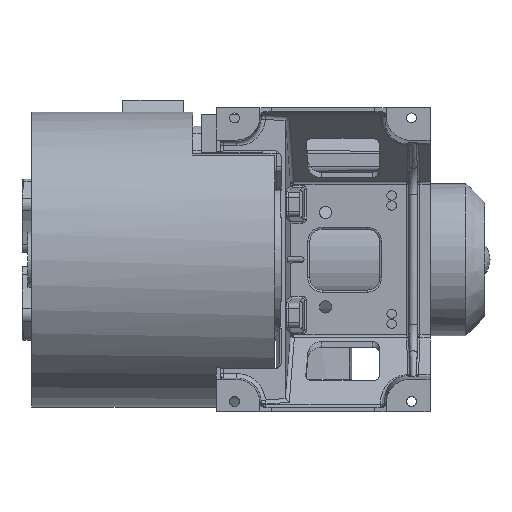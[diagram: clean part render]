
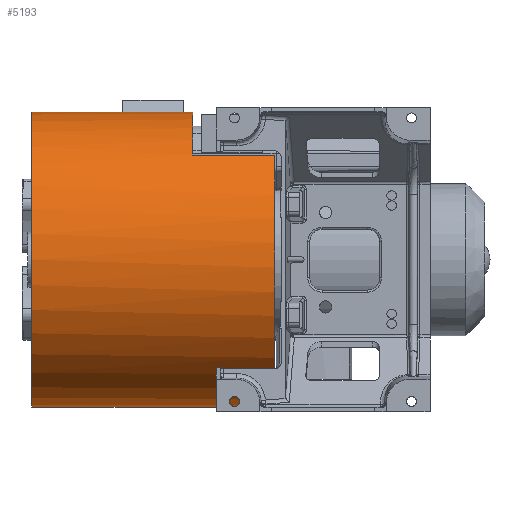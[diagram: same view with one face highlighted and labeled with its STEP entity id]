
A CAD part, front view. The second image highlights one B-rep face of the part: STEP entity #5193.
In plain terms, the highlighted cylindrical face has radius 218.25 mm (diameter 436.5 mm), a partial arc.
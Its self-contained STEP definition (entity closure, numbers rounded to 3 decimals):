
#1574=CYLINDRICAL_SURFACE('',#20714,218.25);
#2064=LINE('',#27987,#3627);
#2067=LINE('',#27999,#3630);
#2068=LINE('',#28003,#3631);
#3627=VECTOR('',#22633,1.);
#3630=VECTOR('',#22644,1.);
#3631=VECTOR('',#22647,1.);
#5193=ADVANCED_FACE('',(#6361),#1574,.T.);
#6361=FACE_OUTER_BOUND('',#7459,.T.);
#7459=EDGE_LOOP('',(#8740,#8741,#8742,#8743,#8744,#8745));
#8740=ORIENTED_EDGE('',*,*,#16849,.F.);
#8741=ORIENTED_EDGE('',*,*,#16854,.T.);
#8742=ORIENTED_EDGE('',*,*,#16855,.T.);
#8743=ORIENTED_EDGE('',*,*,#16856,.F.);
#8744=ORIENTED_EDGE('',*,*,#16857,.T.);
#8745=ORIENTED_EDGE('',*,*,#16858,.F.);
#14855=VERTEX_POINT('',#27986);
#14856=VERTEX_POINT('',#27988);
#14860=VERTEX_POINT('',#27998);
#14861=VERTEX_POINT('',#28000);
#14862=VERTEX_POINT('',#28002);
#14863=VERTEX_POINT('',#28004);
#16849=EDGE_CURVE('',#14855,#14856,#2064,.T.);
#16854=EDGE_CURVE('',#14855,#14860,#19906,.T.);
#16855=EDGE_CURVE('',#14860,#14861,#2067,.T.);
#16856=EDGE_CURVE('',#14862,#14861,#19907,.T.);
#16857=EDGE_CURVE('',#14862,#14863,#2068,.T.);
#16858=EDGE_CURVE('',#14856,#14863,#19908,.T.);
#19906=CIRCLE('',#20711,218.25);
#19907=CIRCLE('',#20712,218.25);
#19908=CIRCLE('',#20713,218.25);
#20711=AXIS2_PLACEMENT_3D('',#27997,#22642,#22643);
#20712=AXIS2_PLACEMENT_3D('',#28001,#22645,#22646);
#20713=AXIS2_PLACEMENT_3D('',#28005,#22648,#22649);
#20714=AXIS2_PLACEMENT_3D('',#28006,#22650,#22651);
#22633=DIRECTION('',(1.,0.,0.));
#22642=DIRECTION('',(1.,0.,0.));
#22643=DIRECTION('',(0.,0.,-1.));
#22644=DIRECTION('',(1.,0.,0.));
#22645=DIRECTION('',(1.,0.,0.));
#22646=DIRECTION('',(0.,0.,-1.));
#22647=DIRECTION('',(-1.,0.,0.));
#22648=DIRECTION('',(1.,0.,0.));
#22649=DIRECTION('',(0.,0.707,0.707));
#22650=DIRECTION('',(1.,0.,0.));
#22651=DIRECTION('',(0.,0.,1.));
#27986=CARTESIAN_POINT('',(-356.,0.,218.25));
#27987=CARTESIAN_POINT('',(-117.8,0.,218.25));
#27988=CARTESIAN_POINT('',(-117.8,0.,218.25));
#27997=CARTESIAN_POINT('',(-356.,0.,0.));
#27998=CARTESIAN_POINT('',(-356.,0.,-218.25));
#27999=CARTESIAN_POINT('',(-117.8,0.,-218.25));
#28000=CARTESIAN_POINT('',(3.8,0.,-218.25));
#28001=CARTESIAN_POINT('',(3.8,0.,0.));
#28002=CARTESIAN_POINT('',(3.8,-153.649,155.));
#28003=CARTESIAN_POINT('',(-117.8,-153.649,155.));
#28004=CARTESIAN_POINT('',(-117.8,-153.649,155.));
#28005=CARTESIAN_POINT('',(-117.8,0.,0.));
#28006=CARTESIAN_POINT('',(-117.8,0.,0.));
